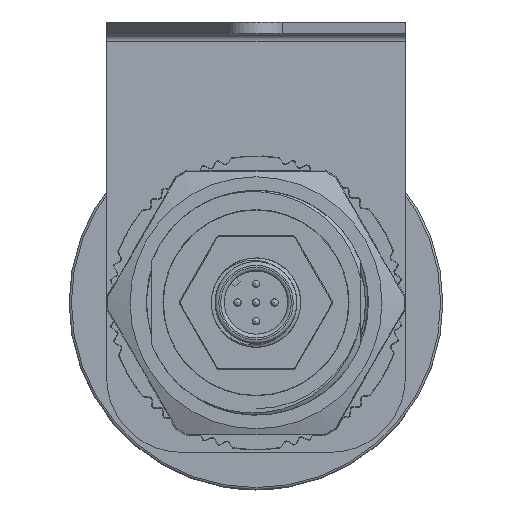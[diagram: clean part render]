
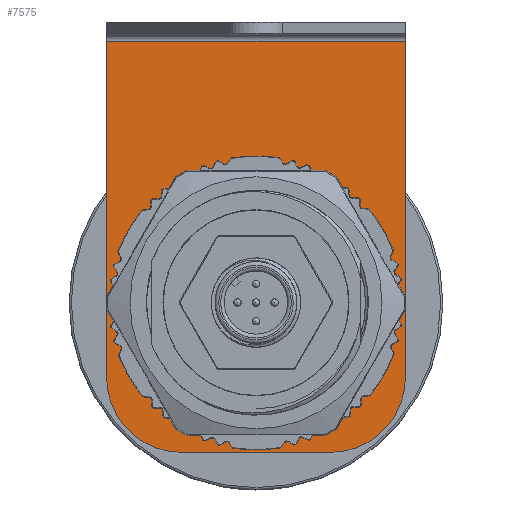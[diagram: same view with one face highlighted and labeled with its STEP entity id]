
A CAD part, top view. The second image highlights one B-rep face of the part: STEP entity #7575.
In plain terms, the highlighted planar face has unit normal (0, 0, 1).
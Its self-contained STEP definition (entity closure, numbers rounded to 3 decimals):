
#227=FACE_BOUND('',#1226,.T.);
#391=PLANE('',#8199);
#788=FACE_OUTER_BOUND('',#1225,.T.);
#1225=EDGE_LOOP('',(#6614,#6615,#6616,#6617,#6618,#6619));
#1226=EDGE_LOOP('',(#6620));
#1541=CIRCLE('',#8200,10.);
#1542=CIRCLE('',#8201,10.);
#1543=CIRCLE('',#8202,16.);
#2309=LINE('',#23779,#2854);
#2316=LINE('',#23800,#2861);
#2326=LINE('',#23850,#2871);
#2327=LINE('',#23854,#2872);
#2854=VECTOR('',#9676,1.);
#2861=VECTOR('',#9691,1.);
#2871=VECTOR('',#9745,1.);
#2872=VECTOR('',#9748,1.);
#3513=VERTEX_POINT('',#23776);
#3514=VERTEX_POINT('',#23778);
#3523=VERTEX_POINT('',#23797);
#3524=VERTEX_POINT('',#23799);
#3543=VERTEX_POINT('',#23851);
#3544=VERTEX_POINT('',#23853);
#3545=VERTEX_POINT('',#23856);
#4563=EDGE_CURVE('',#3513,#3514,#2309,.T.);
#4573=EDGE_CURVE('',#3523,#3524,#2316,.T.);
#4599=EDGE_CURVE('',#3523,#3514,#2326,.T.);
#4600=EDGE_CURVE('',#3543,#3513,#1541,.T.);
#4601=EDGE_CURVE('',#3544,#3543,#2327,.T.);
#4602=EDGE_CURVE('',#3524,#3544,#1542,.T.);
#4603=EDGE_CURVE('',#3545,#3545,#1543,.T.);
#6614=ORIENTED_EDGE('',*,*,#4573,.F.);
#6615=ORIENTED_EDGE('',*,*,#4599,.T.);
#6616=ORIENTED_EDGE('',*,*,#4563,.F.);
#6617=ORIENTED_EDGE('',*,*,#4600,.F.);
#6618=ORIENTED_EDGE('',*,*,#4601,.F.);
#6619=ORIENTED_EDGE('',*,*,#4602,.F.);
#6620=ORIENTED_EDGE('',*,*,#4603,.F.);
#7575=ADVANCED_FACE('',(#788,#227),#391,.F.);
#8199=AXIS2_PLACEMENT_3D('',#23849,#9743,#9744);
#8200=AXIS2_PLACEMENT_3D('',#23852,#9746,#9747);
#8201=AXIS2_PLACEMENT_3D('',#23855,#9749,#9750);
#8202=AXIS2_PLACEMENT_3D('',#23857,#9751,#9752);
#9676=DIRECTION('',(0.,1.,0.));
#9691=DIRECTION('',(0.,-1.,0.));
#9743=DIRECTION('center_axis',(0.,0.,-1.));
#9744=DIRECTION('ref_axis',(1.,0.,0.));
#9745=DIRECTION('',(-1.,0.,0.));
#9746=DIRECTION('center_axis',(0.,0.,-1.));
#9747=DIRECTION('ref_axis',(1.,0.,0.));
#9748=DIRECTION('',(-1.,0.,0.));
#9749=DIRECTION('center_axis',(0.,0.,-1.));
#9750=DIRECTION('ref_axis',(1.,0.,0.));
#9751=DIRECTION('center_axis',(0.,0.,1.));
#9752=DIRECTION('ref_axis',(-1.,0.,0.));
#23776=CARTESIAN_POINT('',(65.,160.,14.537));
#23778=CARTESIAN_POINT('',(65.,205.,14.537));
#23779=CARTESIAN_POINT('',(65.,160.,14.537));
#23797=CARTESIAN_POINT('',(105.,205.,14.537));
#23799=CARTESIAN_POINT('',(105.,160.,14.537));
#23800=CARTESIAN_POINT('',(105.,207.5,14.537));
#23849=CARTESIAN_POINT('Origin',(95.,160.,14.537));
#23850=CARTESIAN_POINT('',(65.,205.,14.537));
#23851=CARTESIAN_POINT('',(75.,150.,14.537));
#23852=CARTESIAN_POINT('Origin',(75.,160.,14.537));
#23853=CARTESIAN_POINT('',(95.,150.,14.537));
#23854=CARTESIAN_POINT('',(95.,150.,14.537));
#23855=CARTESIAN_POINT('Origin',(95.,160.,14.537));
#23856=CARTESIAN_POINT('',(69.,170.,14.537));
#23857=CARTESIAN_POINT('Origin',(85.,170.,14.537));
